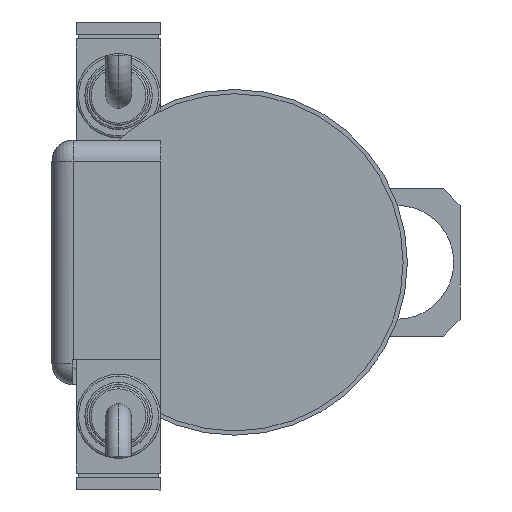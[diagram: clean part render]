
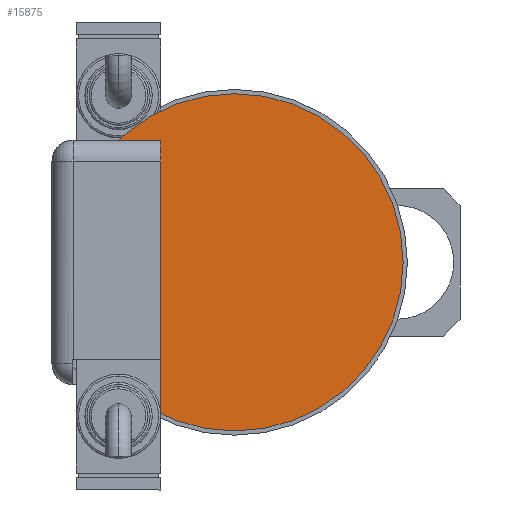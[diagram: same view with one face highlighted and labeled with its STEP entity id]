
A CAD part, left-side view. The second image highlights one B-rep face of the part: STEP entity #15875.
In plain terms, the highlighted face is planar.
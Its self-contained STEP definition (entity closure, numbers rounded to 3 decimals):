
#269 = DIRECTION ( 'NONE',  ( 1., 0., 0. ) ) ;
#1278 = CARTESIAN_POINT ( 'NONE',  ( -40., 0., 0. ) ) ;
#1859 = CIRCLE ( 'NONE', #14221, 40. ) ;
#2274 = EDGE_CURVE ( 'NONE', #10564, #11749, #19680, .T. ) ;
#4631 = AXIS2_PLACEMENT_3D ( 'NONE', #19117, #14035, #269 ) ;
#5252 = EDGE_LOOP ( 'NONE', ( #19130, #5263 ) ) ;
#5263 = ORIENTED_EDGE ( 'NONE', *, *, #18151, .F. ) ;
#7305 = PLANE ( 'NONE',  #4631 ) ;
#9172 = DIRECTION ( 'NONE',  ( 0., 0., 1. ) ) ;
#10564 = VERTEX_POINT ( 'NONE', #1278 ) ;
#11104 = CARTESIAN_POINT ( 'NONE',  ( 0., 0., 0. ) ) ;
#11749 = VERTEX_POINT ( 'NONE', #16916 ) ;
#12432 = FACE_OUTER_BOUND ( 'NONE', #5252, .T. ) ;
#12579 = DIRECTION ( 'NONE',  ( 1., 0., 0. ) ) ;
#14035 = DIRECTION ( 'NONE',  ( 0., 0., 1. ) ) ;
#14221 = AXIS2_PLACEMENT_3D ( 'NONE', #11104, #9172, #12579 ) ;
#15344 = DIRECTION ( 'NONE',  ( 0., 0., 1. ) ) ;
#15875 = ADVANCED_FACE ( 'NONE', ( #12432 ), #7305, .F. ) ;
#16916 = CARTESIAN_POINT ( 'NONE',  ( 40., 0., 0. ) ) ;
#17275 = CARTESIAN_POINT ( 'NONE',  ( 0., 0., 0. ) ) ;
#18151 = EDGE_CURVE ( 'NONE', #11749, #10564, #1859, .T. ) ;
#18577 = AXIS2_PLACEMENT_3D ( 'NONE', #17275, #15344, #22258 ) ;
#19117 = CARTESIAN_POINT ( 'NONE',  ( 0., 0., 0. ) ) ;
#19130 = ORIENTED_EDGE ( 'NONE', *, *, #2274, .F. ) ;
#19680 = CIRCLE ( 'NONE', #18577, 40. ) ;
#22258 = DIRECTION ( 'NONE',  ( 1., 0., 0. ) ) ;
